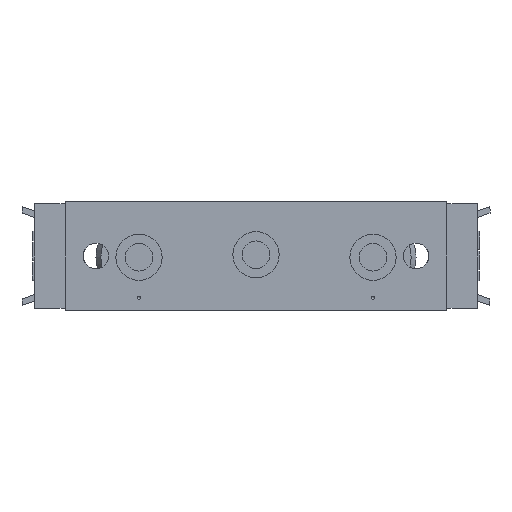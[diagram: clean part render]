
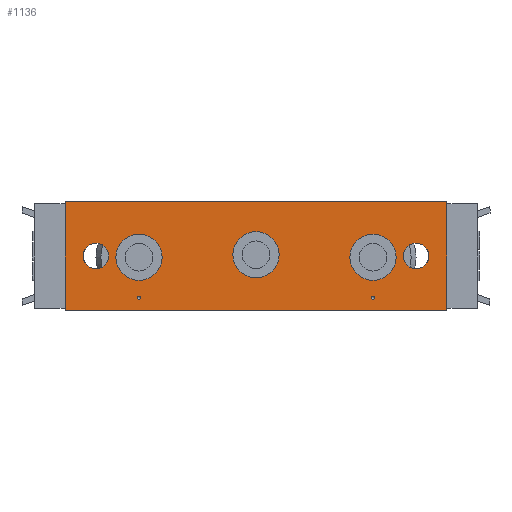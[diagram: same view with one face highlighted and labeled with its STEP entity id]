
A CAD part, front view. The second image highlights one B-rep face of the part: STEP entity #1136.
In plain terms, the highlighted planar face has unit normal (0, -1, 0).
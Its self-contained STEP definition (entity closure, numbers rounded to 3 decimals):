
#228=CARTESIAN_POINT('',(28.067,0.0,0.));
#229=VERTEX_POINT('',#228);
#230=CARTESIAN_POINT('',(26.0,0.0,0.));
#231=DIRECTION('',(0.0,1.0,0.0));
#232=DIRECTION('',(1.0,0.0,0.0));
#233=AXIS2_PLACEMENT_3D('',#230,#231,#232);
#234=CIRCLE('',#233,2.067);
#235=EDGE_CURVE('',#229,#229,#234,.T.);
#259=CARTESIAN_POINT('',(-23.933,0.0,0.));
#260=VERTEX_POINT('',#259);
#261=CARTESIAN_POINT('',(-26.0,0.0,0.));
#262=DIRECTION('',(0.0,1.0,0.0));
#263=DIRECTION('',(1.0,0.0,0.0));
#264=AXIS2_PLACEMENT_3D('',#261,#262,#263);
#265=CIRCLE('',#264,2.067);
#266=EDGE_CURVE('',#260,#260,#265,.T.);
#621=CARTESIAN_POINT('',(31.0,0.0,8.8));
#622=VERTEX_POINT('',#621);
#629=CARTESIAN_POINT('',(31.0,0.0,-8.8));
#630=VERTEX_POINT('',#629);
#631=CARTESIAN_POINT('',(31.0,0.0,8.8));
#632=DIRECTION('',(0.0,0.0,-1.0));
#633=VECTOR('',#632,17.6);
#634=LINE('',#631,#633);
#635=EDGE_CURVE('',#622,#630,#634,.T.);
#727=CARTESIAN_POINT('',(3.75,0.0,0.2));
#728=VERTEX_POINT('',#727);
#729=CARTESIAN_POINT('',(0.0,0.0,0.2));
#730=DIRECTION('',(0.0,1.0,0.0));
#731=DIRECTION('',(1.0,0.0,0.0));
#732=AXIS2_PLACEMENT_3D('',#729,#730,#731);
#733=CIRCLE('',#732,3.75);
#734=EDGE_CURVE('',#728,#728,#733,.T.);
#776=CARTESIAN_POINT('',(19.25,0.0,-6.8));
#777=VERTEX_POINT('',#776);
#778=CARTESIAN_POINT('',(19.,0.0,-6.8));
#779=DIRECTION('',(0.0,1.0,0.0));
#780=DIRECTION('',(1.0,0.0,0.0));
#781=AXIS2_PLACEMENT_3D('',#778,#779,#780);
#782=CIRCLE('',#781,0.25);
#783=EDGE_CURVE('',#777,#777,#782,.T.);
#864=CARTESIAN_POINT('',(22.75,0.0,-0.2));
#865=VERTEX_POINT('',#864);
#866=CARTESIAN_POINT('',(19.,0.0,-0.2));
#867=DIRECTION('',(0.0,1.0,0.0));
#868=DIRECTION('',(1.0,0.0,0.0));
#869=AXIS2_PLACEMENT_3D('',#866,#867,#868);
#870=CIRCLE('',#869,3.75);
#871=EDGE_CURVE('',#865,#865,#870,.T.);
#913=CARTESIAN_POINT('',(-18.75,0.0,-6.8));
#914=VERTEX_POINT('',#913);
#915=CARTESIAN_POINT('',(-19.0,0.0,-6.8));
#916=DIRECTION('',(0.0,1.0,0.0));
#917=DIRECTION('',(1.0,0.0,0.0));
#918=AXIS2_PLACEMENT_3D('',#915,#916,#917);
#919=CIRCLE('',#918,0.25);
#920=EDGE_CURVE('',#914,#914,#919,.T.);
#1001=CARTESIAN_POINT('',(-15.25,0.0,-0.2));
#1002=VERTEX_POINT('',#1001);
#1003=CARTESIAN_POINT('',(-19.0,0.0,-0.2));
#1004=DIRECTION('',(0.0,1.0,0.0));
#1005=DIRECTION('',(1.0,0.0,0.0));
#1006=AXIS2_PLACEMENT_3D('',#1003,#1004,#1005);
#1007=CIRCLE('',#1006,3.75);
#1008=EDGE_CURVE('',#1002,#1002,#1007,.T.);
#1039=CARTESIAN_POINT('',(-31.0,0.0,-8.8));
#1040=VERTEX_POINT('',#1039);
#1047=CARTESIAN_POINT('',(-31.0,0.0,8.8));
#1048=VERTEX_POINT('',#1047);
#1049=CARTESIAN_POINT('',(-31.0,0.0,-8.8));
#1050=DIRECTION('',(0.0,0.0,1.0));
#1051=VECTOR('',#1050,17.6);
#1052=LINE('',#1049,#1051);
#1053=EDGE_CURVE('',#1040,#1048,#1052,.T.);
#1077=CARTESIAN_POINT('',(31.0,0.0,-8.8));
#1078=DIRECTION('',(-1.0,0.0,0.0));
#1079=VECTOR('',#1078,62.0);
#1080=LINE('',#1077,#1079);
#1081=EDGE_CURVE('',#630,#1040,#1080,.T.);
#1094=CARTESIAN_POINT('',(-31.0,0.0,8.8));
#1095=DIRECTION('',(1.0,0.0,0.0));
#1096=VECTOR('',#1095,62.0);
#1097=LINE('',#1094,#1096);
#1098=EDGE_CURVE('',#1048,#622,#1097,.T.);
#1104=CARTESIAN_POINT('',(0.,0.0,0.));
#1105=DIRECTION('',(0.0,1.0,0.0));
#1106=DIRECTION('',(0.0,0.0,1.0));
#1107=AXIS2_PLACEMENT_3D('',#1104,#1105,#1106);
#1108=PLANE('',#1107);
#1109=ORIENTED_EDGE('',*,*,#1098,.F.);
#1110=ORIENTED_EDGE('',*,*,#1053,.F.);
#1111=ORIENTED_EDGE('',*,*,#1081,.F.);
#1112=ORIENTED_EDGE('',*,*,#635,.F.);
#1113=EDGE_LOOP('',(#1109,#1110,#1111,#1112));
#1114=FACE_OUTER_BOUND('',#1113,.T.);
#1115=ORIENTED_EDGE('',*,*,#235,.T.);
#1116=EDGE_LOOP('',(#1115));
#1117=FACE_BOUND('',#1116,.T.);
#1118=ORIENTED_EDGE('',*,*,#266,.T.);
#1119=EDGE_LOOP('',(#1118));
#1120=FACE_BOUND('',#1119,.T.);
#1121=ORIENTED_EDGE('',*,*,#734,.T.);
#1122=EDGE_LOOP('',(#1121));
#1123=FACE_BOUND('',#1122,.T.);
#1124=ORIENTED_EDGE('',*,*,#783,.T.);
#1125=EDGE_LOOP('',(#1124));
#1126=FACE_BOUND('',#1125,.T.);
#1127=ORIENTED_EDGE('',*,*,#871,.T.);
#1128=EDGE_LOOP('',(#1127));
#1129=FACE_BOUND('',#1128,.T.);
#1130=ORIENTED_EDGE('',*,*,#920,.T.);
#1131=EDGE_LOOP('',(#1130));
#1132=FACE_BOUND('',#1131,.T.);
#1133=ORIENTED_EDGE('',*,*,#1008,.T.);
#1134=EDGE_LOOP('',(#1133));
#1135=FACE_BOUND('',#1134,.T.);
#1136=ADVANCED_FACE('',(#1114,#1117,#1120,#1123,#1126,#1129,#1132,#1135),#1108,.F.);
